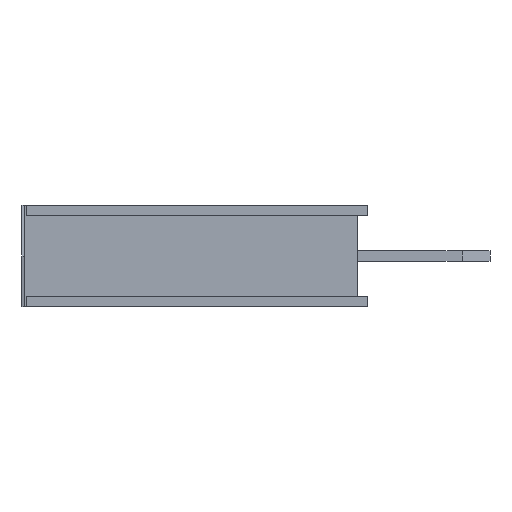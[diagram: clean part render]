
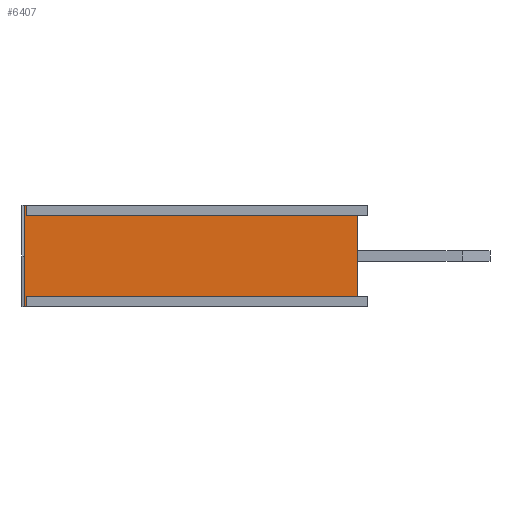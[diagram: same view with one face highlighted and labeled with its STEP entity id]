
A CAD part, left-side view. The second image highlights one B-rep face of the part: STEP entity #6407.
In plain terms, the highlighted planar face has unit normal (-1, 0, 0).
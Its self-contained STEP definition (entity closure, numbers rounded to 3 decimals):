
#221=FACE_OUTER_BOUND('',#585,.T.);
#585=EDGE_LOOP('',(#4847,#4848,#4849,#4850,#4851,#4852,#4853,#4854));
#1221=LINE('',#9525,#2125);
#1222=LINE('',#9527,#2126);
#1223=LINE('',#9529,#2127);
#1224=LINE('',#9531,#2128);
#1225=LINE('',#9533,#2129);
#1226=LINE('',#9535,#2130);
#1227=LINE('',#9537,#2131);
#1228=LINE('',#9538,#2132);
#2125=VECTOR('',#7777,10.);
#2126=VECTOR('',#7778,10.);
#2127=VECTOR('',#7779,10.);
#2128=VECTOR('',#7780,10.);
#2129=VECTOR('',#7781,10.);
#2130=VECTOR('',#7782,10.);
#2131=VECTOR('',#7783,10.);
#2132=VECTOR('',#7784,10.);
#2881=VERTEX_POINT('',#9523);
#2882=VERTEX_POINT('',#9524);
#2883=VERTEX_POINT('',#9526);
#2884=VERTEX_POINT('',#9528);
#2885=VERTEX_POINT('',#9530);
#2886=VERTEX_POINT('',#9532);
#2887=VERTEX_POINT('',#9534);
#2888=VERTEX_POINT('',#9536);
#3605=EDGE_CURVE('',#2881,#2882,#1221,.T.);
#3606=EDGE_CURVE('',#2883,#2882,#1222,.T.);
#3607=EDGE_CURVE('',#2884,#2883,#1223,.T.);
#3608=EDGE_CURVE('',#2885,#2884,#1224,.T.);
#3609=EDGE_CURVE('',#2886,#2885,#1225,.T.);
#3610=EDGE_CURVE('',#2887,#2886,#1226,.T.);
#3611=EDGE_CURVE('',#2888,#2887,#1227,.T.);
#3612=EDGE_CURVE('',#2881,#2888,#1228,.T.);
#4847=ORIENTED_EDGE('',*,*,#3605,.T.);
#4848=ORIENTED_EDGE('',*,*,#3606,.F.);
#4849=ORIENTED_EDGE('',*,*,#3607,.F.);
#4850=ORIENTED_EDGE('',*,*,#3608,.F.);
#4851=ORIENTED_EDGE('',*,*,#3609,.F.);
#4852=ORIENTED_EDGE('',*,*,#3610,.F.);
#4853=ORIENTED_EDGE('',*,*,#3611,.F.);
#4854=ORIENTED_EDGE('',*,*,#3612,.F.);
#6047=PLANE('',#6791);
#6407=ADVANCED_FACE('',(#221),#6047,.F.);
#6791=AXIS2_PLACEMENT_3D('',#9522,#7775,#7776);
#7775=DIRECTION('center_axis',(1.,0.,0.));
#7776=DIRECTION('ref_axis',(0.,0.,-1.));
#7777=DIRECTION('',(0.,0.,1.));
#7778=DIRECTION('',(0.,-1.,0.));
#7779=DIRECTION('',(0.,0.,-1.));
#7780=DIRECTION('',(0.,-1.,0.));
#7781=DIRECTION('',(0.,0.,1.));
#7782=DIRECTION('',(0.,1.,0.));
#7783=DIRECTION('',(0.,0.,-1.));
#7784=DIRECTION('',(0.,1.,0.));
#9522=CARTESIAN_POINT('Origin',(-0.02,0.,2.5));
#9523=CARTESIAN_POINT('',(-0.02,0.25,0.25));
#9524=CARTESIAN_POINT('',(-0.02,0.25,2.25));
#9525=CARTESIAN_POINT('',(-0.02,0.25,1.875));
#9526=CARTESIAN_POINT('',(-0.02,8.4,2.25));
#9527=CARTESIAN_POINT('',(-0.02,4.25,2.25));
#9528=CARTESIAN_POINT('',(-0.02,8.4,2.5));
#9529=CARTESIAN_POINT('',(-0.02,8.4,2.5));
#9530=CARTESIAN_POINT('',(-0.02,8.45,2.5));
#9531=CARTESIAN_POINT('',(-0.02,0.,2.5));
#9532=CARTESIAN_POINT('',(-0.02,8.45,0.));
#9533=CARTESIAN_POINT('',(-0.02,8.45,1.25));
#9534=CARTESIAN_POINT('',(-0.02,8.4,0.));
#9535=CARTESIAN_POINT('',(-0.02,0.,0.));
#9536=CARTESIAN_POINT('',(-0.02,8.4,0.25));
#9537=CARTESIAN_POINT('',(-0.02,8.4,2.5));
#9538=CARTESIAN_POINT('',(-0.02,0.,0.25));
